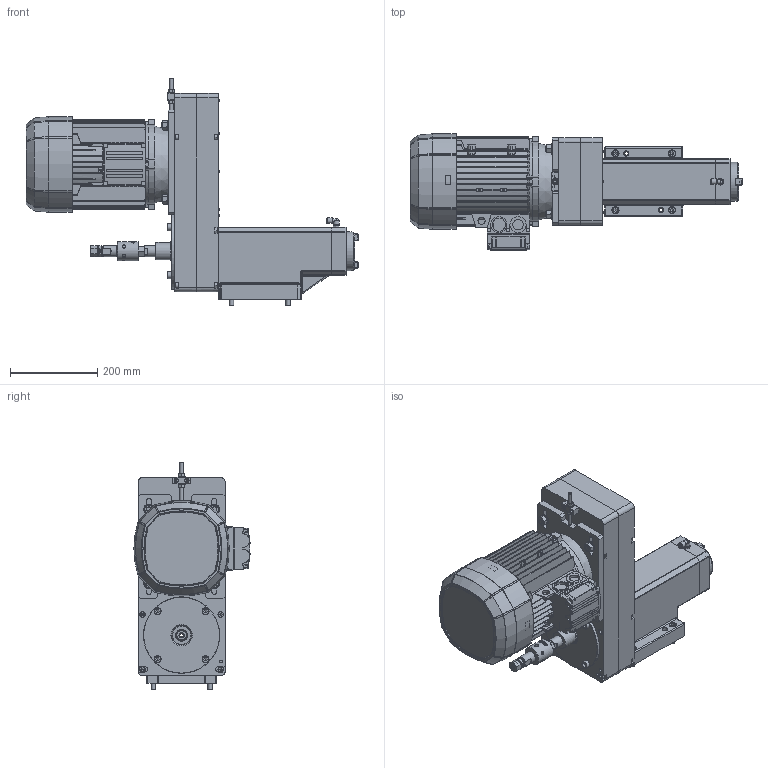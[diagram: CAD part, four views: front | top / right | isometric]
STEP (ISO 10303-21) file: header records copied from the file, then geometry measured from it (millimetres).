
FILE_DESCRIPTION(/* description */ ('Unknown'),/* implementation_level */ '2;1');
FILE_NAME(/* name */ 'CG.30-Junta Rotativa',/* time_stamp */ '2024-11-20T11:19:53+01:00',/* author */ ('Unknown'),/* organization */ ('Unknown'),/* preprocessor_version */ 'ST-DEVELOPER v19.4',/* originating_system */ 'Solid Edge',/* authorisation */ 'Unknown');
FILE_SCHEMA (('AUTOMOTIVE_DESIGN {1 0 10303 214 3 1 1}'));
Products named in the file (1): CG.30-Junta Rotativa
Bounding box: 762 x 266.77 x 522.25 mm (x, y, z)
Volume: 7047024.1 mm3; surface area: 1562454.7 mm2
Topology: 2 solids, 131 shells, 2632 faces, 7634 edges, 5116 vertices
Faces by surface type: plane 1039, cylinder 705, cone 393, torus 349, bspline 107, sphere 39
Full cylindrical faces by diameter (mm): 2.6 x4, 3.6 x4, 3.7 x1, 4 x4, 6 x1, 6.5 x3, 6.647 x8, 6.8 x4, 7 x13, 8 x3, 8.376 x2, 8.5 x4, 8.6 x6, 10 x5, 10.106 x4, 10.4 x2, 10.5 x3, 11.5 x1, 12 x12, 12.8 x1, 13 x9, 14 x1, 16 x6, 16.376 x2, 16.5 x6, 17.5 x4, 18 x2, 19.78 x1, 22 x1, 23.782 x2
Entity records: 104755 total; most frequent: CARTESIAN_POINT 26527, ORIENTED_EDGE 13166, DIRECTION 12530, EDGE_CURVE 7178, VERTEX_POINT 5030, AXIS2_PLACEMENT_3D 4978, FACE_BOUND 3268, EDGE_LOOP 3233
